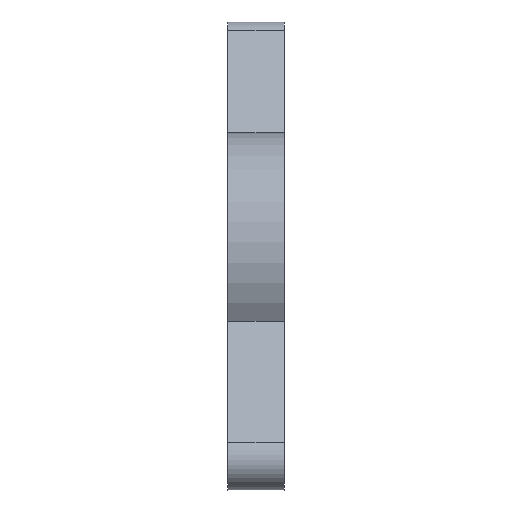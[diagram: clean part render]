
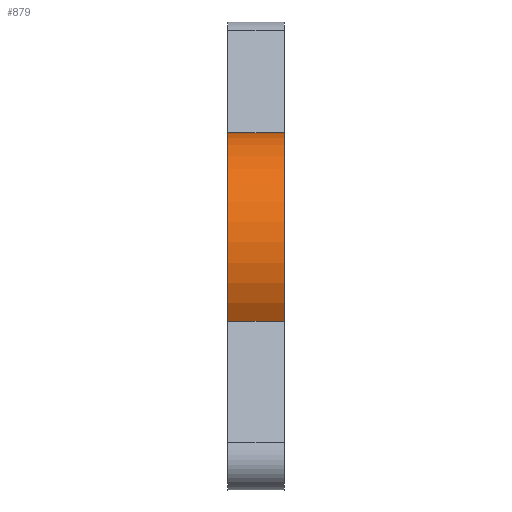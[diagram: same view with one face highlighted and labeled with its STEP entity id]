
A CAD part, left-side view. The second image highlights one B-rep face of the part: STEP entity #879.
In plain terms, the highlighted cylindrical face has radius 11 mm (diameter 22 mm), a partial arc.
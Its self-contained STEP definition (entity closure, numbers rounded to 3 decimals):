
#8 = ORIENTED_EDGE ( 'NONE', *, *, #720, .T. ) ;
#19 = EDGE_CURVE ( 'NONE', #487, #221, #835, .T. ) ;
#62 = CARTESIAN_POINT ( 'NONE',  ( -9.342, 0., -5.807 ) ) ;
#68 = DIRECTION ( 'NONE',  ( 0., 1., 0. ) ) ;
#160 = LINE ( 'NONE', #728, #465 ) ;
#221 = VERTEX_POINT ( 'NONE', #920 ) ;
#261 = CIRCLE ( 'NONE', #564, 11. ) ;
#262 = DIRECTION ( 'NONE',  ( 0., 1., 0. ) ) ;
#275 = CYLINDRICAL_SURFACE ( 'NONE', #276, 11. ) ;
#276 = AXIS2_PLACEMENT_3D ( 'NONE', #682, #819, #916 ) ;
#300 = ORIENTED_EDGE ( 'NONE', *, *, #810, .F. ) ;
#378 = VERTEX_POINT ( 'NONE', #877 ) ;
#388 = CIRCLE ( 'NONE', #425, 11. ) ;
#391 = VECTOR ( 'NONE', #262, 1000. ) ;
#425 = AXIS2_PLACEMENT_3D ( 'NONE', #605, #696, #773 ) ;
#465 = VECTOR ( 'NONE', #482, 1000. ) ;
#482 = DIRECTION ( 'NONE',  ( 0., 1., 0. ) ) ;
#487 = VERTEX_POINT ( 'NONE', #518 ) ;
#508 = EDGE_LOOP ( 'NONE', ( #945, #300, #8, #828 ) ) ;
#518 = CARTESIAN_POINT ( 'NONE',  ( 5.807, 0., 9.342 ) ) ;
#564 = AXIS2_PLACEMENT_3D ( 'NONE', #793, #68, #923 ) ;
#605 = CARTESIAN_POINT ( 'NONE',  ( 0., 0., 0. ) ) ;
#632 = EDGE_CURVE ( 'NONE', #378, #221, #261, .T. ) ;
#682 = CARTESIAN_POINT ( 'NONE',  ( 0., 5., 0. ) ) ;
#696 = DIRECTION ( 'NONE',  ( 0., 1., 0. ) ) ;
#720 = EDGE_CURVE ( 'NONE', #744, #487, #388, .T. ) ;
#728 = CARTESIAN_POINT ( 'NONE',  ( -9.342, 0., -5.807 ) ) ;
#744 = VERTEX_POINT ( 'NONE', #62 ) ;
#754 = CARTESIAN_POINT ( 'NONE',  ( 5.807, 0., 9.342 ) ) ;
#773 = DIRECTION ( 'NONE',  ( 0., 0., 1. ) ) ;
#793 = CARTESIAN_POINT ( 'NONE',  ( 0., 5., 0. ) ) ;
#810 = EDGE_CURVE ( 'NONE', #744, #378, #160, .T. ) ;
#819 = DIRECTION ( 'NONE',  ( 0., -1., 0. ) ) ;
#828 = ORIENTED_EDGE ( 'NONE', *, *, #19, .T. ) ;
#835 = LINE ( 'NONE', #754, #391 ) ;
#877 = CARTESIAN_POINT ( 'NONE',  ( -9.342, 5., -5.807 ) ) ;
#879 = ADVANCED_FACE ( 'NONE', ( #994 ), #275, .T. ) ;
#916 = DIRECTION ( 'NONE',  ( 0., 0., -1. ) ) ;
#920 = CARTESIAN_POINT ( 'NONE',  ( 5.807, 5., 9.342 ) ) ;
#923 = DIRECTION ( 'NONE',  ( 0., 0., 1. ) ) ;
#945 = ORIENTED_EDGE ( 'NONE', *, *, #632, .F. ) ;
#994 = FACE_OUTER_BOUND ( 'NONE', #508, .T. ) ;
